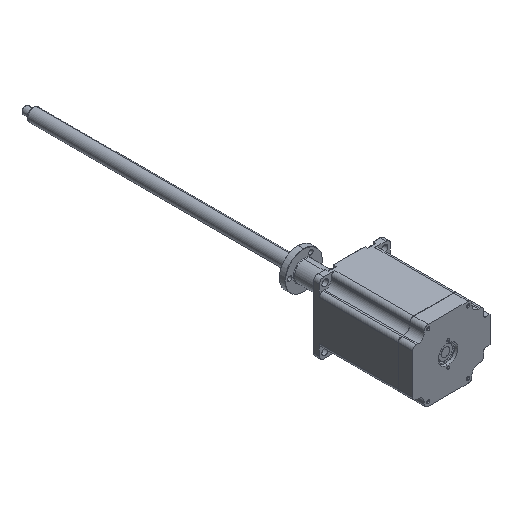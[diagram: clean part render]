
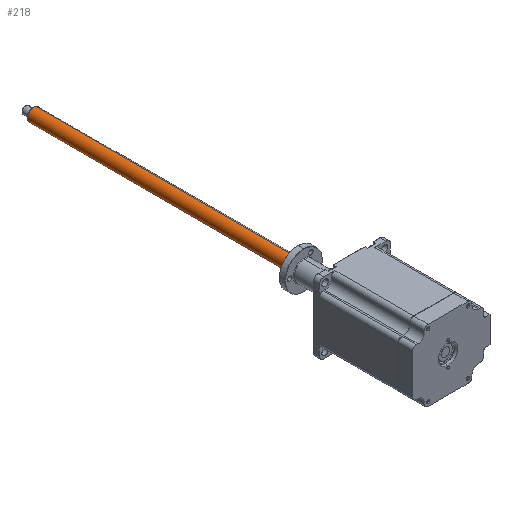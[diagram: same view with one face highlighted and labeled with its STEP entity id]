
A CAD part, isometric view. The second image highlights one B-rep face of the part: STEP entity #218.
In plain terms, the highlighted cylindrical face has radius 5 mm (diameter 10 mm), a partial arc.
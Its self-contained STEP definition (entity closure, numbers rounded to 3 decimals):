
#218 = ADVANCED_FACE ( 'NONE', ( #812 ), #360, .T. ) ;
#360 = CYLINDRICAL_SURFACE ( 'NONE', #784, 5. ) ;
#607 = CIRCLE ( 'NONE', #11100, 5. ) ;
#784 = AXIS2_PLACEMENT_3D ( 'NONE', #3233, #5017, #3433 ) ;
#812 = FACE_OUTER_BOUND ( 'NONE', #2598, .T. ) ;
#858 = ORIENTED_EDGE ( 'NONE', *, *, #9853, .F. ) ;
#870 = CARTESIAN_POINT ( 'NONE',  ( -18.93, 20.999, 28.626 ) ) ;
#1280 = DIRECTION ( 'NONE',  ( 0., -1., 0. ) ) ;
#1360 = CARTESIAN_POINT ( 'NONE',  ( -17.293, 20.999, 33.35 ) ) ;
#1426 = VERTEX_POINT ( 'NONE', #870 ) ;
#1494 = CARTESIAN_POINT ( 'NONE',  ( -15.655, 270.999, 38.074 ) ) ;
#1544 = VERTEX_POINT ( 'NONE', #6439 ) ;
#2249 = DIRECTION ( 'NONE',  ( -0.327, 0., -0.945 ) ) ;
#2309 = AXIS2_PLACEMENT_3D ( 'NONE', #1360, #7411, #2249 ) ;
#2461 = ORIENTED_EDGE ( 'NONE', *, *, #7550, .T. ) ;
#2568 = ORIENTED_EDGE ( 'NONE', *, *, #8334, .F. ) ;
#2582 = LINE ( 'NONE', #1494, #6868 ) ;
#2598 = EDGE_LOOP ( 'NONE', ( #2568, #2461, #10625, #858 ) ) ;
#2817 = CARTESIAN_POINT ( 'NONE',  ( -17.293, 269.999, 33.35 ) ) ;
#2991 = VERTEX_POINT ( 'NONE', #6156 ) ;
#3233 = CARTESIAN_POINT ( 'NONE',  ( -17.293, 270.999, 33.35 ) ) ;
#3433 = DIRECTION ( 'NONE',  ( -0.327, 0., -0.945 ) ) ;
#3667 = LINE ( 'NONE', #10710, #8221 ) ;
#3688 = DIRECTION ( 'NONE',  ( 0.327, 0., 0.945 ) ) ;
#5017 = DIRECTION ( 'NONE',  ( 0., -1., 0. ) ) ;
#5735 = CIRCLE ( 'NONE', #2309, 5. ) ;
#6156 = CARTESIAN_POINT ( 'NONE',  ( -15.655, 20.999, 38.074 ) ) ;
#6439 = CARTESIAN_POINT ( 'NONE',  ( -18.93, 269.999, 28.626 ) ) ;
#6868 = VECTOR ( 'NONE', #9232, 1000. ) ;
#7195 = CARTESIAN_POINT ( 'NONE',  ( -15.655, 269.999, 38.074 ) ) ;
#7411 = DIRECTION ( 'NONE',  ( 0., -1., 0. ) ) ;
#7550 = EDGE_CURVE ( 'NONE', #9006, #1544, #607, .T. ) ;
#7732 = EDGE_CURVE ( 'NONE', #1544, #1426, #3667, .T. ) ;
#8221 = VECTOR ( 'NONE', #1280, 1000. ) ;
#8334 = EDGE_CURVE ( 'NONE', #9006, #2991, #2582, .T. ) ;
#8818 = DIRECTION ( 'NONE',  ( 0., -1., 0. ) ) ;
#9006 = VERTEX_POINT ( 'NONE', #7195 ) ;
#9232 = DIRECTION ( 'NONE',  ( 0., -1., 0. ) ) ;
#9853 = EDGE_CURVE ( 'NONE', #2991, #1426, #5735, .T. ) ;
#10625 = ORIENTED_EDGE ( 'NONE', *, *, #7732, .T. ) ;
#10710 = CARTESIAN_POINT ( 'NONE',  ( -18.93, 270.999, 28.626 ) ) ;
#11100 = AXIS2_PLACEMENT_3D ( 'NONE', #2817, #8818, #3688 ) ;
